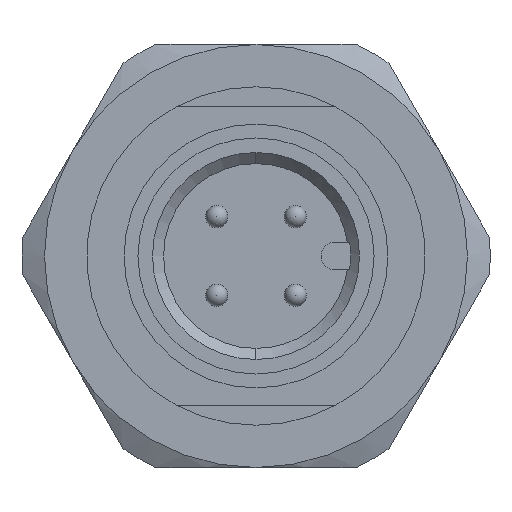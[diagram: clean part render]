
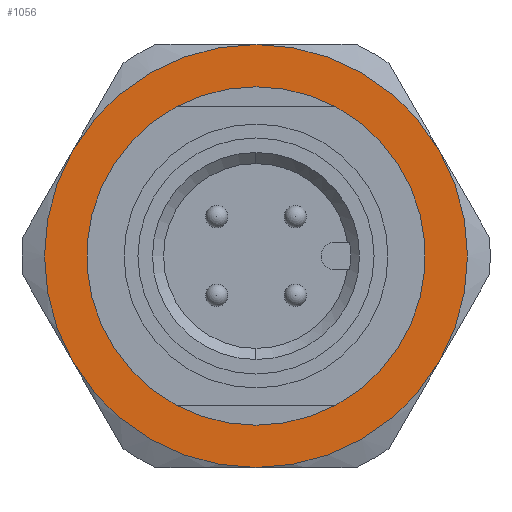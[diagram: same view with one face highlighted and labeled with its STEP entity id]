
A CAD part, left-side view. The second image highlights one B-rep face of the part: STEP entity #1056.
In plain terms, the highlighted planar face has unit normal (-1, 0, 0).
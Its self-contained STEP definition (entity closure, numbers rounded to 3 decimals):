
#10 = CIRCLE ( 'NONE', #326, 9.5 ) ;
#29 = CARTESIAN_POINT ( 'NONE',  ( 12., 3.587, 6.7 ) ) ;
#43 = CARTESIAN_POINT ( 'NONE',  ( 12., 8.227, -4.75 ) ) ;
#108 = EDGE_LOOP ( 'NONE', ( #3597, #3336, #3299, #3282, #3240, #2219 ) ) ;
#215 = CIRCLE ( 'NONE', #1965, 9.5 ) ;
#281 = DIRECTION ( 'NONE',  ( 0., 0., -1. ) ) ;
#284 = DIRECTION ( 'NONE',  ( 1., 0., 0. ) ) ;
#287 = CARTESIAN_POINT ( 'NONE',  ( 12., 0., 0. ) ) ;
#326 = AXIS2_PLACEMENT_3D ( 'NONE', #287, #284, #281 ) ;
#739 = CARTESIAN_POINT ( 'NONE',  ( 12., 8.227, 4.75 ) ) ;
#757 = VERTEX_POINT ( 'NONE', #739 ) ;
#907 = CIRCLE ( 'NONE', #2082, 7.6 ) ;
#1056 = ADVANCED_FACE ( 'NONE', ( #2945, #3961 ), #1441, .F. ) ;
#1126 = DIRECTION ( 'NONE',  ( 0., 0., -1. ) ) ;
#1128 = DIRECTION ( 'NONE',  ( 1., 0., 0. ) ) ;
#1130 = CARTESIAN_POINT ( 'NONE',  ( 12., 0., 0. ) ) ;
#1206 = DIRECTION ( 'NONE',  ( 0., 0., 1. ) ) ;
#1210 = DIRECTION ( 'NONE',  ( -1., 0., 0. ) ) ;
#1215 = CARTESIAN_POINT ( 'NONE',  ( 12., 0., 0. ) ) ;
#1242 = CIRCLE ( 'NONE', #2027, 7.6 ) ;
#1306 = DIRECTION ( 'NONE',  ( 0., 0., -1. ) ) ;
#1327 = DIRECTION ( 'NONE',  ( 1., 0., 0. ) ) ;
#1329 = CARTESIAN_POINT ( 'NONE',  ( 12., 0., 0. ) ) ;
#1383 = DIRECTION ( 'NONE',  ( 0., 0., -1. ) ) ;
#1387 = DIRECTION ( 'NONE',  ( 1., 0., 0. ) ) ;
#1390 = CARTESIAN_POINT ( 'NONE',  ( 12., 0., 0. ) ) ;
#1393 = DIRECTION ( 'NONE',  ( 1., 0., 0. ) ) ;
#1425 = CARTESIAN_POINT ( 'NONE',  ( 12., 0., -7.6 ) ) ;
#1441 = PLANE ( 'NONE',  #3579 ) ;
#1449 = DIRECTION ( 'NONE',  ( 0., 0., -1. ) ) ;
#1471 = AXIS2_PLACEMENT_3D ( 'NONE', #1329, #1327, #1306 ) ;
#1494 = DIRECTION ( 'NONE',  ( 0., 0., -1. ) ) ;
#1495 = DIRECTION ( 'NONE',  ( 1., 0., 0. ) ) ;
#1498 = CARTESIAN_POINT ( 'NONE',  ( 12., 0., 0. ) ) ;
#1577 = VERTEX_POINT ( 'NONE', #3842 ) ;
#1678 = EDGE_CURVE ( 'NONE', #2840, #2306, #3813, .T. ) ;
#1868 = EDGE_CURVE ( 'NONE', #2737, #1916, #2054, .T. ) ;
#1916 = VERTEX_POINT ( 'NONE', #4131 ) ;
#1943 = AXIS2_PLACEMENT_3D ( 'NONE', #1215, #1210, #1206 ) ;
#1950 = AXIS2_PLACEMENT_3D ( 'NONE', #1390, #1387, #1383 ) ;
#1959 = CARTESIAN_POINT ( 'NONE',  ( 12., -8.227, -4.75 ) ) ;
#1965 = AXIS2_PLACEMENT_3D ( 'NONE', #1498, #1495, #1494 ) ;
#2003 = CIRCLE ( 'NONE', #1950, 9.5 ) ;
#2027 = AXIS2_PLACEMENT_3D ( 'NONE', #3239, #3238, #3232 ) ;
#2028 = VERTEX_POINT ( 'NONE', #4070 ) ;
#2030 = DIRECTION ( 'NONE',  ( -1., 0., 0. ) ) ;
#2033 = AXIS2_PLACEMENT_3D ( 'NONE', #3248, #3245, #2336 ) ;
#2054 = CIRCLE ( 'NONE', #2130, 7.6 ) ;
#2058 = CARTESIAN_POINT ( 'NONE',  ( 12., 0., 7.6 ) ) ;
#2082 = AXIS2_PLACEMENT_3D ( 'NONE', #4118, #2030, #4153 ) ;
#2130 = AXIS2_PLACEMENT_3D ( 'NONE', #3581, #3575, #3574 ) ;
#2138 = AXIS2_PLACEMENT_3D ( 'NONE', #3727, #3710, #3724 ) ;
#2141 = EDGE_LOOP ( 'NONE', ( #3417, #3562, #3614, #2277, #3361 ) ) ;
#2219 = ORIENTED_EDGE ( 'NONE', *, *, #3414, .F. ) ;
#2277 = ORIENTED_EDGE ( 'NONE', *, *, #2621, .F. ) ;
#2306 = VERTEX_POINT ( 'NONE', #1959 ) ;
#2336 = DIRECTION ( 'NONE',  ( 0., 0., 1. ) ) ;
#2375 = CIRCLE ( 'NONE', #2936, 9.5 ) ;
#2621 = EDGE_CURVE ( 'NONE', #3793, #2737, #907, .T. ) ;
#2737 = VERTEX_POINT ( 'NONE', #3509 ) ;
#2783 = EDGE_CURVE ( 'NONE', #1916, #4010, #3182, .T. ) ;
#2786 = EDGE_CURVE ( 'NONE', #4010, #4052, #1242, .T. ) ;
#2840 = VERTEX_POINT ( 'NONE', #2970 ) ;
#2936 = AXIS2_PLACEMENT_3D ( 'NONE', #1130, #1128, #1126 ) ;
#2945 = FACE_BOUND ( 'NONE', #2141, .T. ) ;
#2970 = CARTESIAN_POINT ( 'NONE',  ( 12., -8.227, 4.75 ) ) ;
#2996 = CIRCLE ( 'NONE', #1943, 7.6 ) ;
#3043 = CIRCLE ( 'NONE', #1471, 9.5 ) ;
#3097 = EDGE_CURVE ( 'NONE', #3760, #757, #215, .T. ) ;
#3133 = EDGE_CURVE ( 'NONE', #2028, #3760, #2003, .T. ) ;
#3154 = EDGE_CURVE ( 'NONE', #757, #1577, #3043, .T. ) ;
#3182 = CIRCLE ( 'NONE', #2033, 7.6 ) ;
#3185 = EDGE_CURVE ( 'NONE', #4052, #3793, #2996, .T. ) ;
#3226 = EDGE_CURVE ( 'NONE', #1577, #2840, #2375, .T. ) ;
#3232 = DIRECTION ( 'NONE',  ( 0., 0., 1. ) ) ;
#3238 = DIRECTION ( 'NONE',  ( -1., 0., 0. ) ) ;
#3239 = CARTESIAN_POINT ( 'NONE',  ( 12., 0., 0. ) ) ;
#3240 = ORIENTED_EDGE ( 'NONE', *, *, #3133, .F. ) ;
#3245 = DIRECTION ( 'NONE',  ( -1., 0., 0. ) ) ;
#3248 = CARTESIAN_POINT ( 'NONE',  ( 12., 0., 0. ) ) ;
#3282 = ORIENTED_EDGE ( 'NONE', *, *, #3097, .F. ) ;
#3299 = ORIENTED_EDGE ( 'NONE', *, *, #3154, .F. ) ;
#3336 = ORIENTED_EDGE ( 'NONE', *, *, #3226, .F. ) ;
#3361 = ORIENTED_EDGE ( 'NONE', *, *, #3185, .F. ) ;
#3404 = CARTESIAN_POINT ( 'NONE',  ( 12., -3.587, 6.7 ) ) ;
#3414 = EDGE_CURVE ( 'NONE', #2306, #2028, #10, .T. ) ;
#3417 = ORIENTED_EDGE ( 'NONE', *, *, #2786, .F. ) ;
#3509 = CARTESIAN_POINT ( 'NONE',  ( 12., 3.587, -6.7 ) ) ;
#3562 = ORIENTED_EDGE ( 'NONE', *, *, #2783, .F. ) ;
#3574 = DIRECTION ( 'NONE',  ( 0., 0., 1. ) ) ;
#3575 = DIRECTION ( 'NONE',  ( -1., 0., 0. ) ) ;
#3579 = AXIS2_PLACEMENT_3D ( 'NONE', #1425, #1393, #1449 ) ;
#3581 = CARTESIAN_POINT ( 'NONE',  ( 12., 0., 0. ) ) ;
#3597 = ORIENTED_EDGE ( 'NONE', *, *, #1678, .F. ) ;
#3614 = ORIENTED_EDGE ( 'NONE', *, *, #1868, .F. ) ;
#3710 = DIRECTION ( 'NONE',  ( 1., 0., 0. ) ) ;
#3724 = DIRECTION ( 'NONE',  ( 0., 0., -1. ) ) ;
#3727 = CARTESIAN_POINT ( 'NONE',  ( 12., 0., 0. ) ) ;
#3760 = VERTEX_POINT ( 'NONE', #43 ) ;
#3793 = VERTEX_POINT ( 'NONE', #29 ) ;
#3813 = CIRCLE ( 'NONE', #2138, 9.5 ) ;
#3842 = CARTESIAN_POINT ( 'NONE',  ( 12., 0., 9.5 ) ) ;
#3961 = FACE_OUTER_BOUND ( 'NONE', #108, .T. ) ;
#4010 = VERTEX_POINT ( 'NONE', #3404 ) ;
#4052 = VERTEX_POINT ( 'NONE', #2058 ) ;
#4070 = CARTESIAN_POINT ( 'NONE',  ( 12., 0., -9.5 ) ) ;
#4118 = CARTESIAN_POINT ( 'NONE',  ( 12., 0., 0. ) ) ;
#4131 = CARTESIAN_POINT ( 'NONE',  ( 12., -3.587, -6.7 ) ) ;
#4153 = DIRECTION ( 'NONE',  ( 0., 0., 1. ) ) ;
